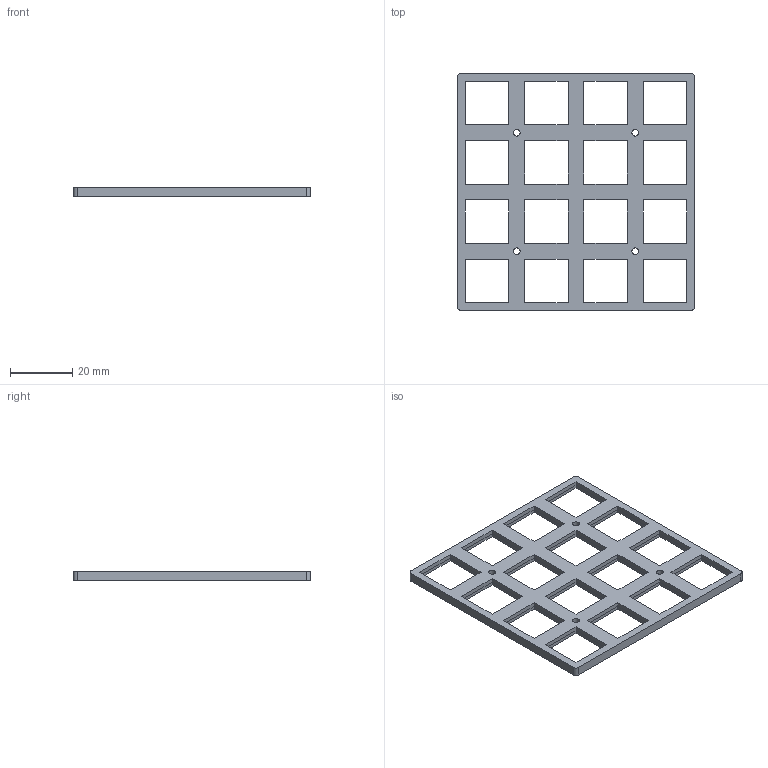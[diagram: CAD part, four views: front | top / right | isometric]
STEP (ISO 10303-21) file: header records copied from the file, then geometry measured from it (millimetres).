
FILE_DESCRIPTION(('HOOPS Exchange Step'),'2;1');
FILE_NAME('temp_export','2025-05-08T15:49:02-04:00',('jscotto'),('Shapr3D Limited'),'HOOPS Exchange 2024.8','Shapr3D','Authorized');
FILE_SCHEMA( ('AP242_MANAGED_MODEL_BASED_3D_ENGINEERING_MIM_LF {1 0 10303 442 1 1 4}') );
Length unit declared in the file: millimetre
Products named in the file (1): Plate
Bounding box: 76.2 x 76.2 x 3 mm (x, y, z)
Volume: 7219.3 mm3; surface area: 9089.1 mm2
Topology: 1 solids, 1 shells, 158 faces, 428 edges, 288 vertices
Faces by surface type: plane 150, cylinder 8
Full cylindrical faces by diameter (mm): 2.2 x4
Entity records: 5016 total; most frequent: CARTESIAN_POINT 876, ORIENTED_EDGE 856, DIRECTION 772, EDGE_CURVE 428, VECTOR 404, LINE 404, VERTEX_POINT 288, EDGE_LOOP 214
